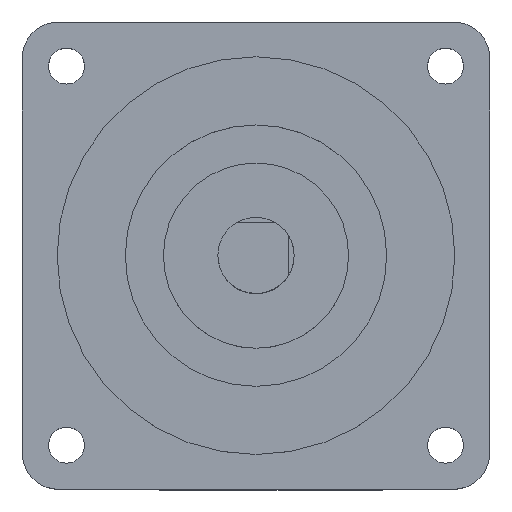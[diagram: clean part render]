
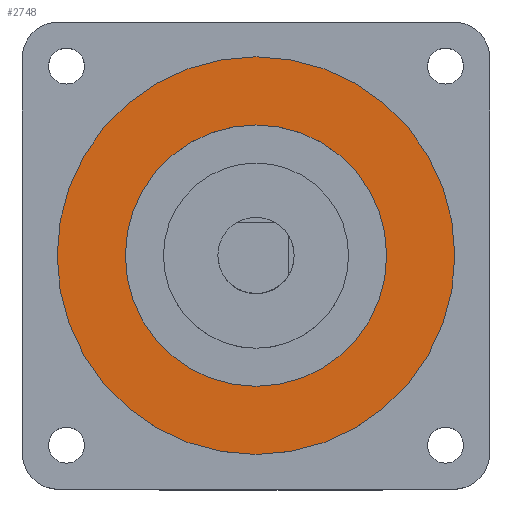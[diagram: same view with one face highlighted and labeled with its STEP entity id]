
A CAD part, top view. The second image highlights one B-rep face of the part: STEP entity #2748.
In plain terms, the highlighted planar face has unit normal (0, 0, 1).
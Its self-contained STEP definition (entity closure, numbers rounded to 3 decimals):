
#1586 = CARTESIAN_POINT ( 'NONE',  ( 0., 0., 2. ) ) ;
#1587 = DIRECTION ( 'NONE',  ( 0., 0., -1. ) ) ;
#1588 = DIRECTION ( 'NONE',  ( -1., 0., 0. ) ) ;
#1853 = CIRCLE ( 'NONE', #1855, 36.51 ) ;
#1855 = AXIS2_PLACEMENT_3D ( 'NONE', #1586, #1587, #1588 ) ;
#2296 = CARTESIAN_POINT ( 'NONE',  ( -36.51, 0., 2. ) ) ;
#2297 = CARTESIAN_POINT ( 'NONE',  ( 36.51, 0., 2. ) ) ;
#2314 = CARTESIAN_POINT ( 'NONE',  ( -24., 0., 2. ) ) ;
#2315 = CARTESIAN_POINT ( 'NONE',  ( 24., 0., 2. ) ) ;
#2677 = EDGE_CURVE ( 'NONE', #7228, #7227, #4862, .T. ) ;
#2748 = ADVANCED_FACE ( 'NONE', ( #7584, #7585 ), #7746, .T. ) ;
#2766 = EDGE_CURVE ( 'NONE', #7227, #7228, #8084, .T. ) ;
#2767 = EDGE_CURVE ( 'NONE', #7210, #7209, #8083, .T. ) ;
#2779 = ORIENTED_EDGE ( 'NONE', *, *, #4833, .F. ) ;
#2780 = ORIENTED_EDGE ( 'NONE', *, *, #2767, .F. ) ;
#2781 = ORIENTED_EDGE ( 'NONE', *, *, #2766, .T. ) ;
#2782 = ORIENTED_EDGE ( 'NONE', *, *, #2677, .T. ) ;
#4680 = CARTESIAN_POINT ( 'NONE',  ( 0., 0., 2. ) ) ;
#4681 = DIRECTION ( 'NONE',  ( 0., 0., -1. ) ) ;
#4682 = DIRECTION ( 'NONE',  ( 1., 0., 0. ) ) ;
#4833 = EDGE_CURVE ( 'NONE', #7209, #7210, #1853, .T. ) ;
#4862 = CIRCLE ( 'NONE', #7361, 24. ) ;
#7209 = VERTEX_POINT ( 'NONE', #2296 ) ;
#7210 = VERTEX_POINT ( 'NONE', #2297 ) ;
#7227 = VERTEX_POINT ( 'NONE', #2314 ) ;
#7228 = VERTEX_POINT ( 'NONE', #2315 ) ;
#7255 = EDGE_LOOP ( 'NONE', ( #2779, #2780 ) ) ;
#7256 = EDGE_LOOP ( 'NONE', ( #2782, #2781 ) ) ;
#7361 = AXIS2_PLACEMENT_3D ( 'NONE', #4680, #4681, #4682 ) ;
#7584 = FACE_OUTER_BOUND ( 'NONE', #7255, .T. ) ;
#7585 = FACE_BOUND ( 'NONE', #7256, .T. ) ;
#7730 = AXIS2_PLACEMENT_3D ( 'NONE', #7747, #7748, #7749 ) ;
#7746 = PLANE ( 'NONE',  #7730 ) ;
#7747 = CARTESIAN_POINT ( 'NONE',  ( 0., 0., 2. ) ) ;
#7748 = DIRECTION ( 'NONE',  ( 0., 0., 1. ) ) ;
#7749 = DIRECTION ( 'NONE',  ( 1., 0., 0. ) ) ;
#8083 = CIRCLE ( 'NONE', #8158, 36.51 ) ;
#8084 = CIRCLE ( 'NONE', #8156, 24. ) ;
#8113 = CARTESIAN_POINT ( 'NONE',  ( 0., 0., 2. ) ) ;
#8114 = DIRECTION ( 'NONE',  ( 0., 0., -1. ) ) ;
#8115 = DIRECTION ( 'NONE',  ( 1., 0., 0. ) ) ;
#8116 = CARTESIAN_POINT ( 'NONE',  ( 0., 0., 2. ) ) ;
#8117 = DIRECTION ( 'NONE',  ( 0., 0., -1. ) ) ;
#8118 = DIRECTION ( 'NONE',  ( -1., 0., 0. ) ) ;
#8156 = AXIS2_PLACEMENT_3D ( 'NONE', #8113, #8114, #8115 ) ;
#8158 = AXIS2_PLACEMENT_3D ( 'NONE', #8116, #8117, #8118 ) ;
